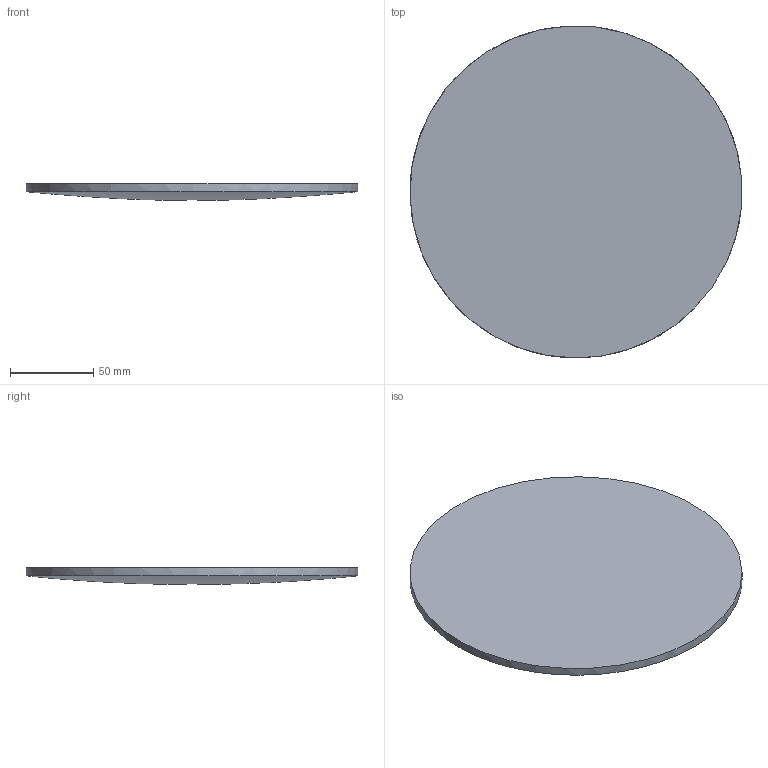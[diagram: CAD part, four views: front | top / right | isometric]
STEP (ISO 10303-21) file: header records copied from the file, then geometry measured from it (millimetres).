
FILE_DESCRIPTION(('STEP AP214'),'1');
FILE_NAME('biconics_ALLPOLYNOMIALTERMS_OPTIMIZED_STARTING_FROMBICONIC_L1.stp','2021-02-12T03:00:21',(' '),('ZEMAX'),'Spatial InterOp 3D',' ',' ');
FILE_SCHEMA(('AUTOMOTIVE_DESIGN { 1 0 10303 214 1 1 1 1 }'));
Length unit declared in the file: millimetre
Products named in the file (2): biconics_ALLPOLYNOMIALTERMS_OPTIMIZED_STARTING_FROMBICONIC.ZMX; surfaces 44,45
Assembly tree (1 placements, depth 2):
  biconics_ALLPOLYNOMIALTERMS_OPTIMIZED_STARTING_FROMBICONIC.ZMX
    surfaces 44,45
Bounding box: 199.82 x 199.87 x 10.19 mm (x, y, z)
Volume: 236374.8 mm3; surface area: 66034.5 mm2
Topology: 1 solids, 1 shells, 3 faces, 4 edges, 3 vertices
Faces by surface type: cylinder 1, bspline 1, plane 1
Full cylindrical faces by diameter (mm): 200 x1
Entity records: 37371 total; most frequent: CARTESIAN_POINT 37290, DIRECTION 10, AXIS2_PLACEMENT_3D 5, DIMENSIONAL_EXPONENTS 4, EDGE_LOOP 4, ORIENTED_EDGE 4, PRODUCT_DEFINITION_SHAPE 3, ADVANCED_FACE 3
